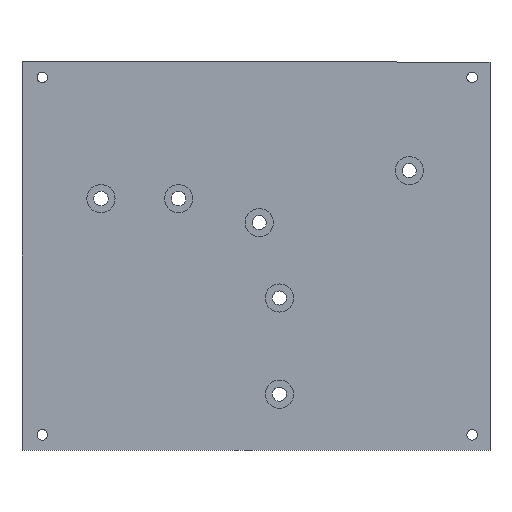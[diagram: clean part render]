
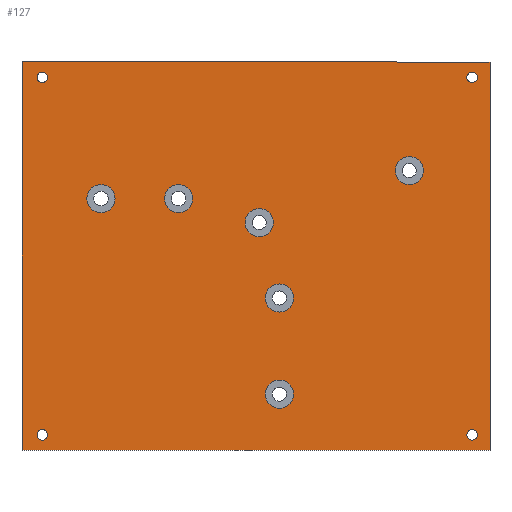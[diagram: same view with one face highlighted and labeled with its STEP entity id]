
A CAD part, left-side view. The second image highlights one B-rep face of the part: STEP entity #127.
In plain terms, the highlighted planar face has unit normal (-1, 0, 0).
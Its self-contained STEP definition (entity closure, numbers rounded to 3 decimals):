
#127=ADVANCED_FACE('',(#397,#399,#401,#403,#405,#407,#409,#411,#413,#415,#417),#419,
.F.);
#397=FACE_BOUND('',#398,.T.);
#398=EDGE_LOOP('',(#677,#678,#679,#680,#681,#682));
#399=FACE_BOUND('',#400,.T.);
#400=EDGE_LOOP('',(#683));
#401=FACE_BOUND('',#402,.T.);
#402=EDGE_LOOP('',(#684));
#403=FACE_BOUND('',#404,.T.);
#404=EDGE_LOOP('',(#685));
#405=FACE_BOUND('',#406,.T.);
#406=EDGE_LOOP('',(#686));
#407=FACE_BOUND('',#408,.T.);
#408=EDGE_LOOP('',(#687));
#409=FACE_BOUND('',#410,.T.);
#410=EDGE_LOOP('',(#688));
#411=FACE_BOUND('',#412,.T.);
#412=EDGE_LOOP('',(#689));
#413=FACE_BOUND('',#414,.T.);
#414=EDGE_LOOP('',(#690));
#415=FACE_BOUND('',#416,.T.);
#416=EDGE_LOOP('',(#691));
#417=FACE_BOUND('',#418,.T.);
#418=EDGE_LOOP('',(#692));
#419=PLANE('',#420);
#420=AXIS2_PLACEMENT_3D('',#421,#422,#423);
#421=CARTESIAN_POINT('',(0.,0.,0.));
#422=DIRECTION('',(1.,0.,0.));
#423=DIRECTION('',(0.,0.,-1.));
#677=ORIENTED_EDGE('',*,*,#777,.F.);
#678=ORIENTED_EDGE('',*,*,#778,.F.);
#679=ORIENTED_EDGE('',*,*,#779,.F.);
#680=ORIENTED_EDGE('',*,*,#780,.F.);
#681=ORIENTED_EDGE('',*,*,#781,.F.);
#682=ORIENTED_EDGE('',*,*,#782,.F.);
#683=ORIENTED_EDGE('',*,*,#783,.F.);
#684=ORIENTED_EDGE('',*,*,#784,.F.);
#685=ORIENTED_EDGE('',*,*,#785,.F.);
#686=ORIENTED_EDGE('',*,*,#786,.F.);
#687=ORIENTED_EDGE('',*,*,#787,.F.);
#688=ORIENTED_EDGE('',*,*,#788,.F.);
#689=ORIENTED_EDGE('',*,*,#789,.T.);
#690=ORIENTED_EDGE('',*,*,#790,.T.);
#691=ORIENTED_EDGE('',*,*,#791,.T.);
#692=ORIENTED_EDGE('',*,*,#792,.T.);
#777=EDGE_CURVE('',#831,#832,#833,.T.);
#778=EDGE_CURVE('',#834,#831,#835,.T.);
#779=EDGE_CURVE('',#836,#834,#837,.T.);
#780=EDGE_CURVE('',#838,#836,#839,.T.);
#781=EDGE_CURVE('',#840,#838,#841,.T.);
#782=EDGE_CURVE('',#832,#840,#842,.T.);
#783=EDGE_CURVE('',#843,#843,#844,.T.);
#784=EDGE_CURVE('',#845,#845,#846,.T.);
#785=EDGE_CURVE('',#847,#847,#848,.T.);
#786=EDGE_CURVE('',#849,#849,#850,.T.);
#787=EDGE_CURVE('',#851,#851,#852,.T.);
#788=EDGE_CURVE('',#853,#853,#854,.T.);
#789=EDGE_CURVE('',#855,#855,#856,.T.);
#790=EDGE_CURVE('',#857,#857,#858,.T.);
#791=EDGE_CURVE('',#859,#859,#860,.T.);
#792=EDGE_CURVE('',#861,#861,#862,.T.);
#831=VERTEX_POINT('',#937);
#832=VERTEX_POINT('',#938);
#833=LINE('',#939,#940);
#834=VERTEX_POINT('',#942);
#835=LINE('',#943,#944);
#836=VERTEX_POINT('',#946);
#837=LINE('',#947,#948);
#838=VERTEX_POINT('',#950);
#839=LINE('',#951,#952);
#840=VERTEX_POINT('',#954);
#841=LINE('',#955,#956);
#842=LINE('',#958,#959);
#843=VERTEX_POINT('',#961);
#844=CIRCLE('',#962,3.);
#845=VERTEX_POINT('',#966);
#846=CIRCLE('',#967,3.);
#847=VERTEX_POINT('',#971);
#848=CIRCLE('',#972,3.);
#849=VERTEX_POINT('',#976);
#850=CIRCLE('',#977,3.);
#851=VERTEX_POINT('',#981);
#852=CIRCLE('',#982,3.);
#853=VERTEX_POINT('',#986);
#854=CIRCLE('',#987,3.);
#855=VERTEX_POINT('',#991);
#856=CIRCLE('',#992,1.125);
#857=VERTEX_POINT('',#996);
#858=CIRCLE('',#997,1.125);
#859=VERTEX_POINT('',#1001);
#860=CIRCLE('',#1002,1.125);
#861=VERTEX_POINT('',#1006);
#862=CIRCLE('',#1007,1.125);
#937=CARTESIAN_POINT('',(0.,-49.875,-41.375));
#938=CARTESIAN_POINT('',(0.,49.875,-41.375));
#939=CARTESIAN_POINT('',(0.,-49.875,-41.375));
#940=VECTOR('',#941,1.);
#941=DIRECTION('',(0.,1.,0.));
#942=CARTESIAN_POINT('',(0.,-49.875,41.375));
#943=CARTESIAN_POINT('',(0.,-49.875,41.375));
#944=VECTOR('',#945,1.);
#945=DIRECTION('',(0.,0.,-1.));
#946=CARTESIAN_POINT('',(0.,-43.875,41.375));
#947=CARTESIAN_POINT('',(0.,-43.875,41.375));
#948=VECTOR('',#949,1.);
#949=DIRECTION('',(0.,-1.,0.));
#950=CARTESIAN_POINT('',(0.,43.375,41.45));
#951=CARTESIAN_POINT('',(0.,43.375,41.45));
#952=VECTOR('',#953,1.);
#953=DIRECTION('',(0.,-1.,-0.001));
#954=CARTESIAN_POINT('',(0.,49.875,41.45));
#955=CARTESIAN_POINT('',(0.,49.875,41.45));
#956=VECTOR('',#957,1.);
#957=DIRECTION('',(0.,-1.,0.));
#958=CARTESIAN_POINT('',(0.,49.875,-41.375));
#959=VECTOR('',#960,1.);
#960=DIRECTION('',(0.,0.,1.));
#961=CARTESIAN_POINT('',(0.,16.509,15.266));
#962=AXIS2_PLACEMENT_3D('',#963,#964,#965);
#963=CARTESIAN_POINT('',(0.,16.509,12.266));
#964=DIRECTION('',(-1.,0.,0.));
#965=DIRECTION('',(0.,0.,1.));
#966=CARTESIAN_POINT('',(0.,33.045,15.266));
#967=AXIS2_PLACEMENT_3D('',#968,#969,#970);
#968=CARTESIAN_POINT('',(0.,33.045,12.266));
#969=DIRECTION('',(-1.,0.,0.));
#970=DIRECTION('',(0.,0.,1.));
#971=CARTESIAN_POINT('',(0.,-5.,-26.408));
#972=AXIS2_PLACEMENT_3D('',#973,#974,#975);
#973=CARTESIAN_POINT('',(0.,-5.,-29.408));
#974=DIRECTION('',(-1.,0.,0.));
#975=DIRECTION('',(0.,0.,1.));
#976=CARTESIAN_POINT('',(0.,-5.,-5.908));
#977=AXIS2_PLACEMENT_3D('',#978,#979,#980);
#978=CARTESIAN_POINT('',(0.,-5.,-8.908));
#979=DIRECTION('',(-1.,0.,0.));
#980=DIRECTION('',(0.,0.,1.));
#981=CARTESIAN_POINT('',(0.,-0.688,10.16));
#982=AXIS2_PLACEMENT_3D('',#983,#984,#985);
#983=CARTESIAN_POINT('',(0.,-0.688,7.16));
#984=DIRECTION('',(-1.,0.,0.));
#985=DIRECTION('',(0.,0.,1.));
#986=CARTESIAN_POINT('',(0.,-32.688,21.251));
#987=AXIS2_PLACEMENT_3D('',#988,#989,#990);
#988=CARTESIAN_POINT('',(0.,-32.688,18.251));
#989=DIRECTION('',(-1.,0.,0.));
#990=DIRECTION('',(0.,0.,1.));
#991=CARTESIAN_POINT('',(0.,46.675,38.1));
#992=AXIS2_PLACEMENT_3D('',#993,#994,#995);
#993=CARTESIAN_POINT('',(0.,45.55,38.1));
#994=DIRECTION('',(1.,0.,0.));
#995=DIRECTION('',(0.,1.,0.));
#996=CARTESIAN_POINT('',(0.,-44.925,38.1));
#997=AXIS2_PLACEMENT_3D('',#998,#999,#1000);
#998=CARTESIAN_POINT('',(0.,-46.05,38.1));
#999=DIRECTION('',(1.,0.,0.));
#1000=DIRECTION('',(0.,1.,0.));
#1001=CARTESIAN_POINT('',(0.,46.675,-38.1));
#1002=AXIS2_PLACEMENT_3D('',#1003,#1004,#1005);
#1003=CARTESIAN_POINT('',(0.,45.55,-38.1));
#1004=DIRECTION('',(1.,0.,0.));
#1005=DIRECTION('',(0.,1.,0.));
#1006=CARTESIAN_POINT('',(0.,-44.925,-38.1));
#1007=AXIS2_PLACEMENT_3D('',#1008,#1009,#1010);
#1008=CARTESIAN_POINT('',(0.,-46.05,-38.1));
#1009=DIRECTION('',(1.,0.,0.));
#1010=DIRECTION('',(0.,1.,0.));
